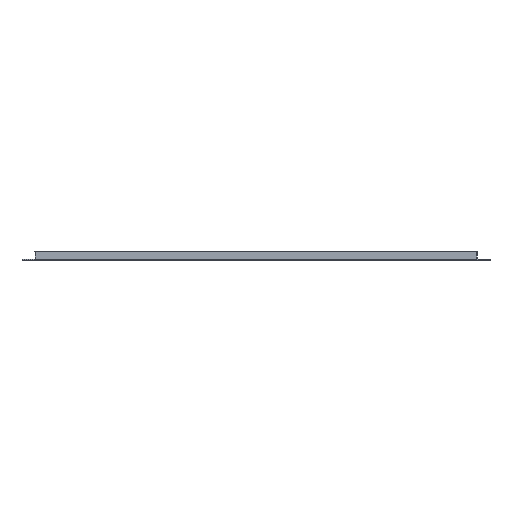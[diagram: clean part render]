
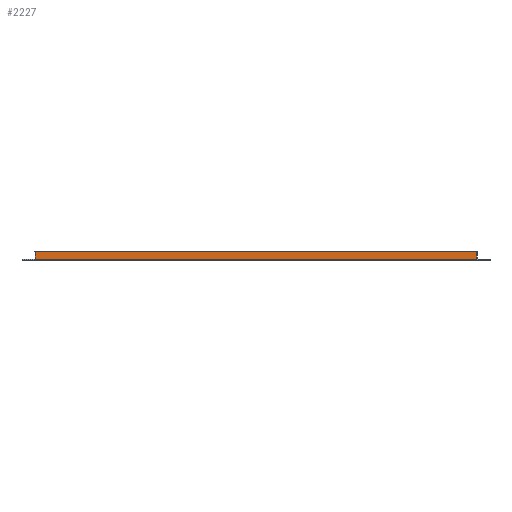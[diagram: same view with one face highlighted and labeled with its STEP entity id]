
A CAD part, left-side view. The second image highlights one B-rep face of the part: STEP entity #2227.
In plain terms, the highlighted planar face has unit normal (-1, 0, 0).
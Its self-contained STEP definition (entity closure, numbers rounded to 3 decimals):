
#71 = VERTEX_POINT ( 'NONE', #1886 ) ;
#81 = VERTEX_POINT ( 'NONE', #1858 ) ;
#88 = VERTEX_POINT ( 'NONE', #1838 ) ;
#95 = VERTEX_POINT ( 'NONE', #1816 ) ;
#122 = EDGE_LOOP ( 'NONE', ( #255, #219, #202, #186 ) ) ;
#186 = ORIENTED_EDGE ( 'NONE', *, *, #467, .T. ) ;
#202 = ORIENTED_EDGE ( 'NONE', *, *, #472, .T. ) ;
#219 = ORIENTED_EDGE ( 'NONE', *, *, #466, .T. ) ;
#255 = ORIENTED_EDGE ( 'NONE', *, *, #464, .F. ) ;
#332 = FACE_OUTER_BOUND ( 'NONE', #122, .T. ) ;
#464 = EDGE_CURVE ( 'NONE', #71, #81, #662, .T. ) ;
#466 = EDGE_CURVE ( 'NONE', #71, #95, #590, .T. ) ;
#467 = EDGE_CURVE ( 'NONE', #88, #81, #585, .T. ) ;
#472 = EDGE_CURVE ( 'NONE', #95, #88, #588, .T. ) ;
#582 = VECTOR ( 'NONE', #1780, 1000. ) ;
#585 = LINE ( 'NONE', #1801, #593 ) ;
#588 = LINE ( 'NONE', #1790, #582 ) ;
#590 = LINE ( 'NONE', #1798, #611 ) ;
#593 = VECTOR ( 'NONE', #1795, 1000. ) ;
#606 = VECTOR ( 'NONE', #1802, 1000. ) ;
#611 = VECTOR ( 'NONE', #1797, 1000. ) ;
#662 = LINE ( 'NONE', #1815, #606 ) ;
#773 = AXIS2_PLACEMENT_3D ( 'NONE', #1305, #1365, #1368 ) ;
#1305 = CARTESIAN_POINT ( 'NONE',  ( -925., -510., 2.5 ) ) ;
#1365 = DIRECTION ( 'NONE',  ( 1., 0., 0. ) ) ;
#1368 = DIRECTION ( 'NONE',  ( 0., 0., -1. ) ) ;
#1452 = PLANE ( 'NONE',  #773 ) ;
#1780 = DIRECTION ( 'NONE',  ( 0., 1., 0. ) ) ;
#1790 = CARTESIAN_POINT ( 'NONE',  ( -925., 510., 20. ) ) ;
#1795 = DIRECTION ( 'NONE',  ( 0., 0., -1. ) ) ;
#1797 = DIRECTION ( 'NONE',  ( 0., 0., 1. ) ) ;
#1798 = CARTESIAN_POINT ( 'NONE',  ( -925., -510., 20. ) ) ;
#1801 = CARTESIAN_POINT ( 'NONE',  ( -925., 510., 2.5 ) ) ;
#1802 = DIRECTION ( 'NONE',  ( 0., 1., 0. ) ) ;
#1815 = CARTESIAN_POINT ( 'NONE',  ( -925., -510., 2.51 ) ) ;
#1816 = CARTESIAN_POINT ( 'NONE',  ( -925., -510., 20. ) ) ;
#1838 = CARTESIAN_POINT ( 'NONE',  ( -925., 510., 20. ) ) ;
#1858 = CARTESIAN_POINT ( 'NONE',  ( -925., 510., 2.51 ) ) ;
#1886 = CARTESIAN_POINT ( 'NONE',  ( -925., -510., 2.51 ) ) ;
#2227 = ADVANCED_FACE ( 'NONE', ( #332 ), #1452, .F. ) ;
